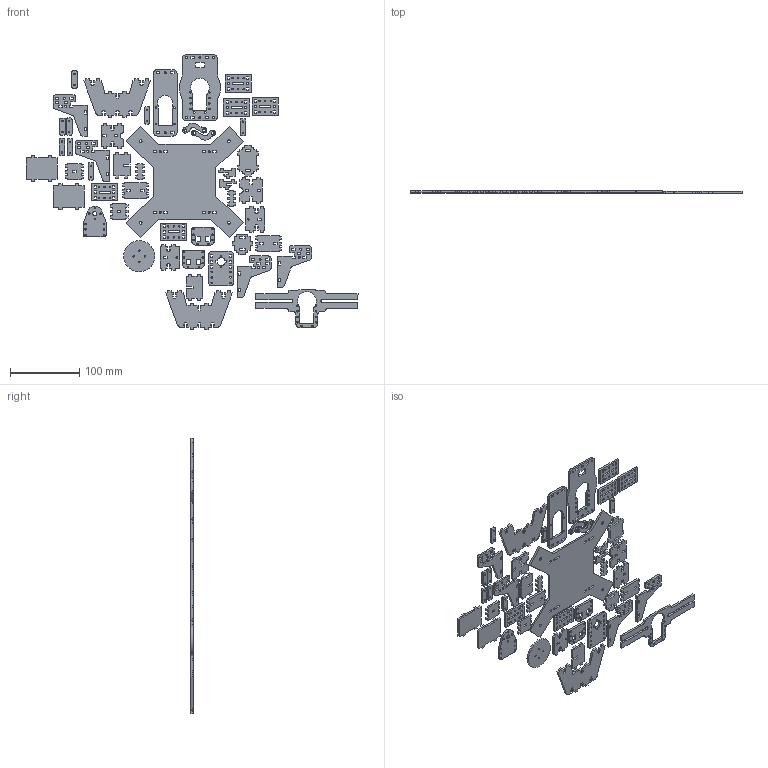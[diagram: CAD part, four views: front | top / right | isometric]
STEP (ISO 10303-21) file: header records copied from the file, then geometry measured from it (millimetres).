
FILE_DESCRIPTION(/* description */ (''),/* implementation_level */ '2;1');
FILE_NAME(/* name */ 'Whiteone листы.stp',/* time_stamp */ '2019-08-25T20:18:07+03:00',/* author */ ('molotilkin'),/* organization */ (''),/* preprocessor_version */ 'ST-DEVELOPER v18',/* originating_system */ 'Autodesk Inventor 2020',/* authorisation */ '');
FILE_SCHEMA (('AUTOMOTIVE_DESIGN { 1 0 10303 214 3 1 1 }'));
Length unit declared in the file: millimetre
Products named in the file (24): Whiteone листы; Крепеж головки; Схват основа; Крабик; Боковина клежни; Средений слайдер; Верхний слайдер; Ребро схвата 
среднее; Нижний слайдер; Фланец головки; Ребро головки; Боковина ребра 
головки; Проставка головки; Боковина ребра 
короткая; Ребро длинное; Боковина ребра 
длиная; Фланец звена; Прижимная планка; Стол; Опора; Перегородка основания; Крышка основания; Нога; Держак клешни
Assembly tree (48 placements, depth 2):
  Whiteone листы
    Проставка головки  x2
    Крепеж головки
    Схват основа
    Крабик  x2
    Верхний слайдер  x2
    Средений слайдер  x2
    Боковина клежни  x4
    Нижний слайдер  x2
    Ребро схвата 
среднее  x2
    Фланец головки
    Ребро головки
    Боковина ребра 
головки  x2
    Прижимная планка  x8
    Фланец звена  x5
    Боковина ребра 
короткая  x2
    Ребро длинное
    Боковина ребра 
длиная  x2
    Стол
    Опора
    Нога  x2
    Перегородка основания
    Крышка основания
    Держак клешни  x2
Bounding box: 480.73 x 3 x 398.2 mm (x, y, z)
Volume: 180501.7 mm3; surface area: 154960.3 mm2
Topology: 48 solids, 48 shells, 1752 faces, 4970 edges, 3314 vertices
Faces by surface type: plane 1462, cylinder 290
Full cylindrical faces by diameter (mm): 2.1 x48, 2.2 x56, 2.3 x6, 3 x20, 4 x8, 6 x1, 45 x1
Entity records: 31045 total; most frequent: CARTESIAN_POINT 5318, ORIENTED_EDGE 5200, DIRECTION 4902, EDGE_CURVE 2600, LINE 2266, VECTOR 2266, VERTEX_POINT 1734, AXIS2_PLACEMENT_3D 1318
